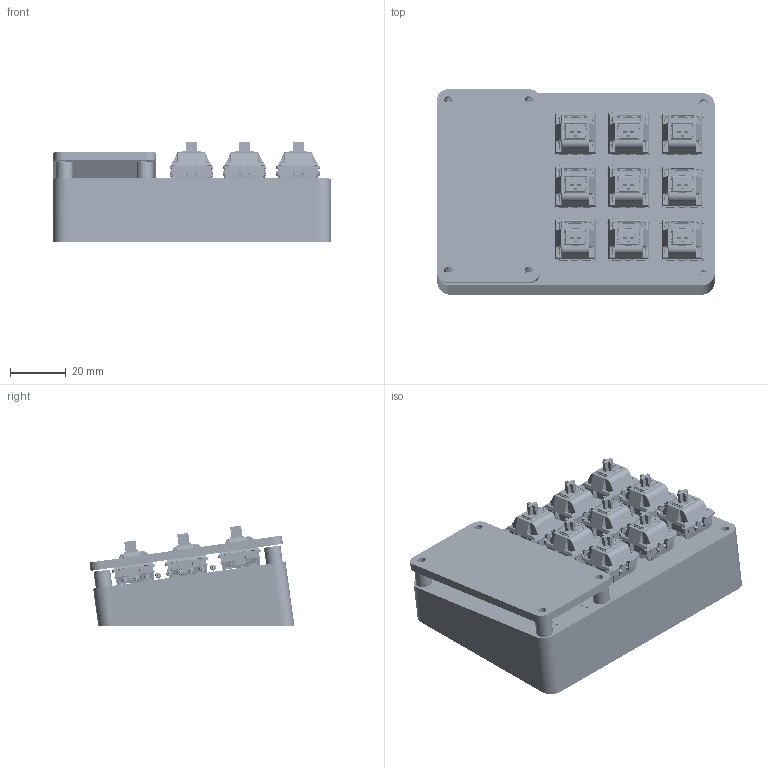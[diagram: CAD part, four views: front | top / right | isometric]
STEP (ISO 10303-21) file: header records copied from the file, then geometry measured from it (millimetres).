
FILE_DESCRIPTION(/* description */ (''),/* implementation_level */ '2;1');
FILE_NAME(/* name */ 'macpad.step',/* time_stamp */ '2024-10-19T22:19:23-04:00',/* author */ (''),/* organization */ (''),/* preprocessor_version */ 'ST-DEVELOPER v20',/* originating_system */ 'Autodesk Translation Framework v13.20.0.188',/* authorisation */ '');
FILE_SCHEMA (('AUTOMOTIVE_DESIGN { 1 0 10303 214 3 1 1 }'));
Products named in the file (16): macpad; macropad 1; D_DO-35_SOD27_P7.62mm_Horizontal; D_DO-35_SOD27_P7.62mm_Horizontal_1; D_DO-35_SOD27_P7.62mm_Horizontal_2; D_DO-35_SOD27_P7.62mm_Horizontal_3; D_DO-35_SOD27_P7.62mm_Horizontal_4; D_DO-35_SOD27_P7.62mm_Horizontal_5; D_DO-35_SOD27_P7.62mm_Horizontal_6; D_DO-35_SOD27_P7.62mm_Horizontal_7; D_DO-35_SOD27_P7.62mm_Horizontal_8; COMPOUND; macropad PCB; SW_Cherry_MX_PCB_cp; spacer; acrylic
Assembly tree (34 placements, depth 4):
  macpad
    macropad 1
      D_DO-35_SOD27_P7.62mm_Horizontal
        COMPOUND
      D_DO-35_SOD27_P7.62mm_Horizontal_1
        COMPOUND
      D_DO-35_SOD27_P7.62mm_Horizontal_2
        COMPOUND
      D_DO-35_SOD27_P7.62mm_Horizontal_3
        COMPOUND
      D_DO-35_SOD27_P7.62mm_Horizontal_4
        COMPOUND
      D_DO-35_SOD27_P7.62mm_Horizontal_5
        COMPOUND
      D_DO-35_SOD27_P7.62mm_Horizontal_6
        COMPOUND
      D_DO-35_SOD27_P7.62mm_Horizontal_7
        COMPOUND
      D_DO-35_SOD27_P7.62mm_Horizontal_8
        COMPOUND
      macropad PCB
    SW_Cherry_MX_PCB_cp  x9
    spacer  x4
    acrylic
Bounding box: 100 x 73.92 x 36.36 mm (x, y, z)
Volume: 101679.7 mm3; surface area: 74454.3 mm2
Topology: 88 solids, 88 shells, 8626 faces, 22665 edges, 14348 vertices
Faces by surface type: plane 5421, cylinder 2350, torus 288, bspline 279, sphere 234, cone 54
Full cylindrical faces by diameter (mm): 0.5 x27, 0.8 x18, 1 x14, 1.2 x9, 1.5 x18, 1.6 x45, 1.7 x18, 2 x27, 2.02 x9, 2.6 x9, 3 x10, 3.2 x9, 3.4 x4, 3.8 x9, 4 x9, 4.5 x6, 4.8 x9, 6 x4
Entity records: 51279 total; most frequent: CARTESIAN_POINT 20653, DIRECTION 6065, ORIENTED_EDGE 6058, EDGE_CURVE 3029, LINE 2201, VECTOR 2201, VERTEX_POINT 1936, AXIS2_PLACEMENT_3D 1932
